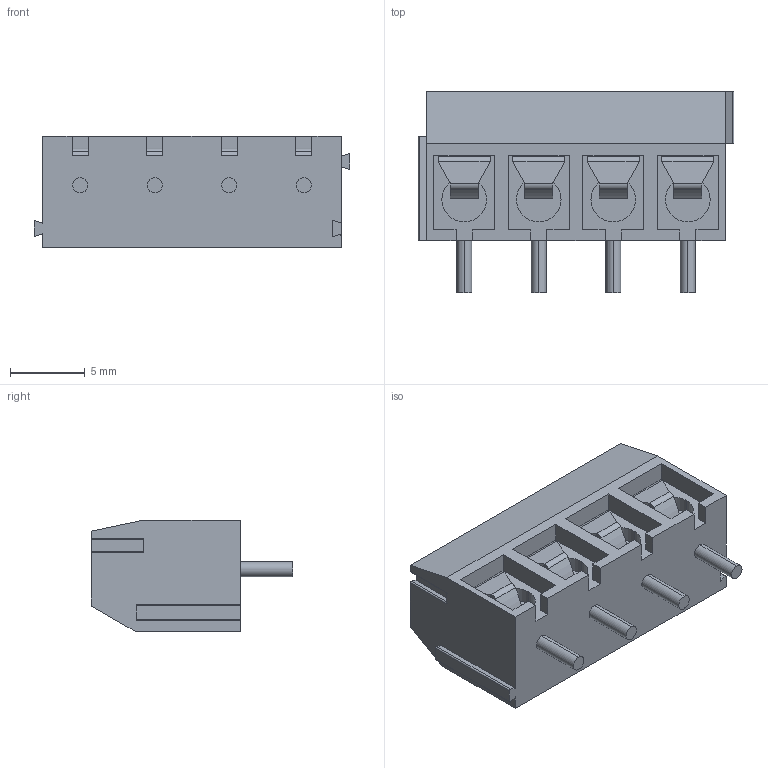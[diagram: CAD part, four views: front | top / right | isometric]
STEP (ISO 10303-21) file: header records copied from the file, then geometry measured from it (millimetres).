
FILE_DESCRIPTION((''),'2;1');
FILE_NAME('C-1776266-4','2018-06-25T',('workeradm'),('TE Connectivity Ltd.'),'CREO PARAMETRIC BY PTC INC, 2016050','CREO PARAMETRIC BY PTC INC, 2016050','');
FILE_SCHEMA(('AUTOMOTIVE_DESIGN { 1 0 10303 214 1 1 1 1 }'));
Length unit declared in the file: millimetre
Products named in the file (1): C-1776266-4
Bounding box: 21.16 x 13.5 x 7.5 mm (x, y, z)
Volume: 1272.3 mm3; surface area: 1146.4 mm2
Topology: 1 solids, 1 shells, 220 faces, 578 edges, 380 vertices
Faces by surface type: plane 116, cylinder 72, cone 16, torus 16
Entity records: 7160 total; most frequent: CARTESIAN_POINT 1666, ORIENTED_EDGE 1156, DIRECTION 1098, EDGE_CURVE 578, AXIS2_PLACEMENT_3D 380, VERTEX_POINT 380, VECTOR 338, LINE 338
